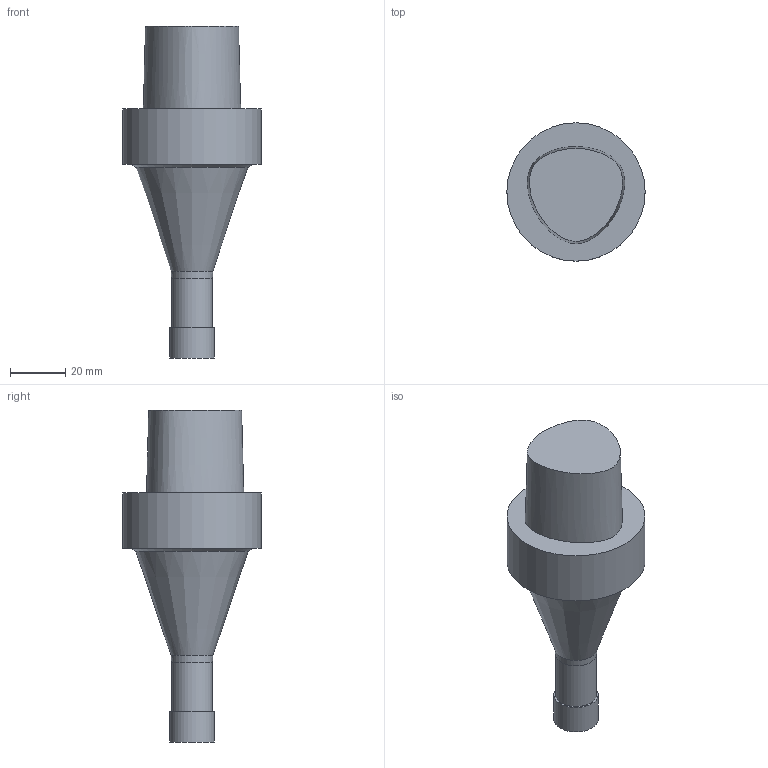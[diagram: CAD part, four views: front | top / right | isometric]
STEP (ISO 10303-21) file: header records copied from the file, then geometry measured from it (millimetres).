
FILE_DESCRIPTION((''),'1');
FILE_NAME('C5-FCM16092-90.stp','2013-09-24T07:59:51',(''),(''),'Spatial Interop R18','Kubotek KeyCreator V8.5.1 (14335)',' ');
FILE_SCHEMA(('CONFIG_CONTROL_DESIGN'));
Length unit declared in the file: millimetre
Products named in the file (1): 1
Bounding box: 49.98 x 49.98 x 120 mm (x, y, z)
Volume: 98080.6 mm3; surface area: 14175.7 mm2
Topology: 1 solids, 1 shells, 12 faces, 18 edges, 11 vertices
Faces by surface type: plane 5, cylinder 3, cone 3, bspline 1
Full cylindrical faces by diameter (mm): 14.8 x1, 16 x1, 49.98 x1
Entity records: 801 total; most frequent: CARTESIAN_POINT 565, DIRECTION 42, ORIENTED_EDGE 24, AXIS2_PLACEMENT_3D 21, EDGE_LOOP 21, FACE_BOUND 15, ADVANCED_FACE 12, EDGE_CURVE 12
